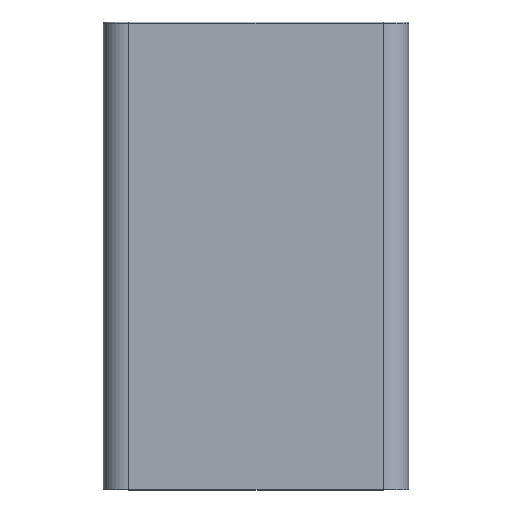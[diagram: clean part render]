
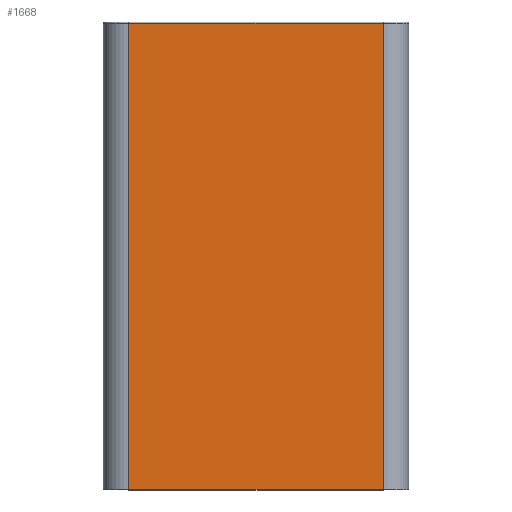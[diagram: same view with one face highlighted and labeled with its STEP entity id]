
A CAD part, top view. The second image highlights one B-rep face of the part: STEP entity #1668.
In plain terms, the highlighted planar face has unit normal (0, 0, 1).
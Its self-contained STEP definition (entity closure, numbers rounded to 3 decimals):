
#85 = CARTESIAN_POINT ( 'NONE',  ( 24.6, 90.4, 11.1 ) ) ;
#128 = ORIENTED_EDGE ( 'NONE', *, *, #1900, .T. ) ;
#379 = CARTESIAN_POINT ( 'NONE',  ( 24.6, 90.6, 11.1 ) ) ;
#462 = LINE ( 'NONE', #2330, #1649 ) ;
#484 = VECTOR ( 'NONE', #2069, 1000. ) ;
#517 = DIRECTION ( 'NONE',  ( 0., -1., 0. ) ) ;
#779 = VECTOR ( 'NONE', #517, 1000. ) ;
#932 = VECTOR ( 'NONE', #1697, 1000. ) ;
#956 = ORIENTED_EDGE ( 'NONE', *, *, #1299, .T. ) ;
#1009 = CARTESIAN_POINT ( 'NONE',  ( -24.6, 90.4, 11.1 ) ) ;
#1040 = DIRECTION ( 'NONE',  ( 0., 0., -1. ) ) ;
#1050 = PLANE ( 'NONE',  #1850 ) ;
#1053 = EDGE_CURVE ( 'NONE', #1522, #1378, #462, .T. ) ;
#1154 = CARTESIAN_POINT ( 'NONE',  ( -29.6, 0., 11.1 ) ) ;
#1200 = EDGE_LOOP ( 'NONE', ( #956, #1869, #1269, #128 ) ) ;
#1240 = DIRECTION ( 'NONE',  ( -1., 0., 0. ) ) ;
#1269 = ORIENTED_EDGE ( 'NONE', *, *, #2194, .T. ) ;
#1299 = EDGE_CURVE ( 'NONE', #2168, #1522, #1905, .T. ) ;
#1378 = VERTEX_POINT ( 'NONE', #1009 ) ;
#1522 = VERTEX_POINT ( 'NONE', #85 ) ;
#1649 = VECTOR ( 'NONE', #1928, 1000. ) ;
#1661 = FACE_OUTER_BOUND ( 'NONE', #1200, .T. ) ;
#1668 = ADVANCED_FACE ( 'NONE', ( #1661 ), #1050, .F. ) ;
#1697 = DIRECTION ( 'NONE',  ( 1., 0., 0. ) ) ;
#1723 = VERTEX_POINT ( 'NONE', #2308 ) ;
#1850 = AXIS2_PLACEMENT_3D ( 'NONE', #2340, #1040, #1240 ) ;
#1869 = ORIENTED_EDGE ( 'NONE', *, *, #1053, .T. ) ;
#1900 = EDGE_CURVE ( 'NONE', #1723, #2168, #2173, .T. ) ;
#1905 = LINE ( 'NONE', #379, #484 ) ;
#1928 = DIRECTION ( 'NONE',  ( -1., 0., 0. ) ) ;
#2001 = LINE ( 'NONE', #2134, #779 ) ;
#2069 = DIRECTION ( 'NONE',  ( 0., 1., 0. ) ) ;
#2134 = CARTESIAN_POINT ( 'NONE',  ( -24.6, 90.6, 11.1 ) ) ;
#2152 = CARTESIAN_POINT ( 'NONE',  ( 24.6, 0., 11.1 ) ) ;
#2168 = VERTEX_POINT ( 'NONE', #2152 ) ;
#2173 = LINE ( 'NONE', #1154, #932 ) ;
#2194 = EDGE_CURVE ( 'NONE', #1378, #1723, #2001, .T. ) ;
#2308 = CARTESIAN_POINT ( 'NONE',  ( -24.6, 0., 11.1 ) ) ;
#2330 = CARTESIAN_POINT ( 'NONE',  ( -29.6, 90.4, 11.1 ) ) ;
#2340 = CARTESIAN_POINT ( 'NONE',  ( -29.6, 90.6, 11.1 ) ) ;
